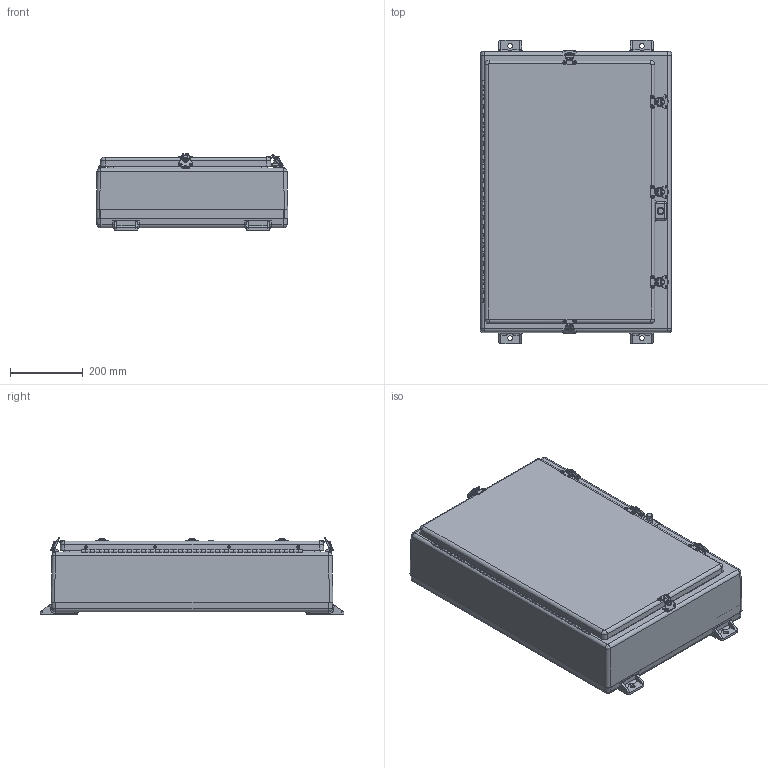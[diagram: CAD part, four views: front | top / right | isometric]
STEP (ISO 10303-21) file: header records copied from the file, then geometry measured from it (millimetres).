
FILE_DESCRIPTION (( 'STEP AP214' ), '1' );
FILE_NAME ('T30206HWT.STEP', '2018-11-07T23:55:58', ( '' ), ( '' ), 'SwSTEP 2.0', 'SolidWorks 2018', '' );
FILE_SCHEMA (( 'AUTOMOTIVE_DESIGN' ));
Length unit declared in the file: inch
Products named in the file (1): T30206HWT
Bounding box: 527.05 x 834.23 x 209.31 mm (x, y, z)
Volume: 7227009.6 mm3; surface area: 3012673.5 mm2
Topology: 63 solids, 63 shells, 1702 faces, 4150 edges, 2545 vertices
Faces by surface type: cylinder 690, plane 646, bspline 282, torus 44, cone 40
Full cylindrical faces by diameter (mm): 1.587 x6, 1.588 x14, 1.651 x8, 3.175 x49, 3.302 x54, 3.429 x10, 3.5 x10, 3.556 x20, 3.969 x10, 4.763 x10, 5.08 x10, 5.105 x1, 5.11 x1, 6.35 x1, 7.544 x8, 8.64 x2, 10.312 x1, 12.954 x2, 12.959 x2, 14.3 x4
Entity records: 83242 total; most frequent: CARTESIAN_POINT 22658, DIRECTION 7562, ORIENTED_EDGE 7500, EDGE_CURVE 3750, AXIS2_PLACEMENT_3D 2867, VERTEX_POINT 2501, EDGE_LOOP 2373, FACE_OUTER_BOUND 1988
